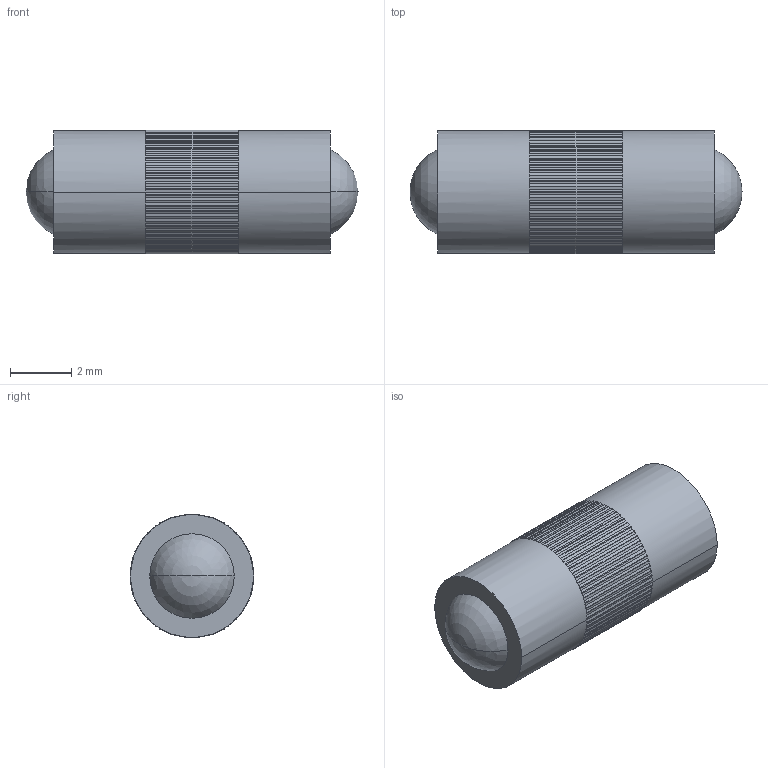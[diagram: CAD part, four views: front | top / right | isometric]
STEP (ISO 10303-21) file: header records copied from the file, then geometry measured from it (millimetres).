
FILE_DESCRIPTION(('STEP AP214'),'1');
FILE_NAME(' ',' ',('TraceParts'),('TraceParts S.A.'),'XStep 1.0',' ',' ');
FILE_SCHEMA(('automotive_design'));
Length unit declared in the file: millimetre
Products named in the file (1): 1
Bounding box: 10.8 x 4.03 x 4.03 mm (x, y, z)
Volume: 78.5 mm3; surface area: 249.9 mm2
Topology: 1 solids, 4 shells, 376 faces, 824 edges, 448 vertices
Faces by surface type: plane 284, cylinder 80, sphere 12
Entity records: 19310 total; most frequent: DIRECTION 1886, STYLED_ITEM 1641, PRESENTATION_STYLE_ASSIGNMENT 1641, CARTESIAN_POINT 1641, COLOUR_RGB 1641, ORIENTED_EDGE 1640, EDGE_CURVE 816, CURVE_STYLE 816
